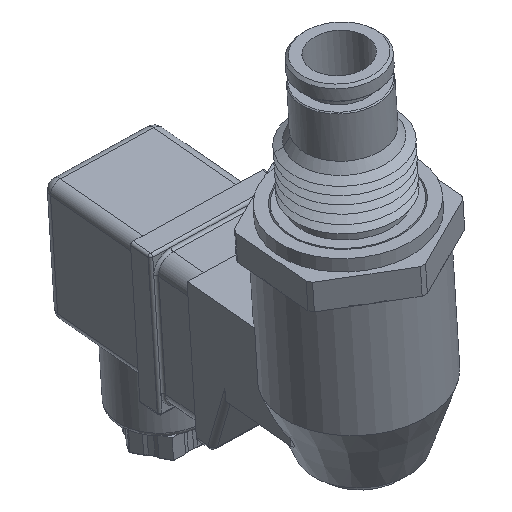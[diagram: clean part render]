
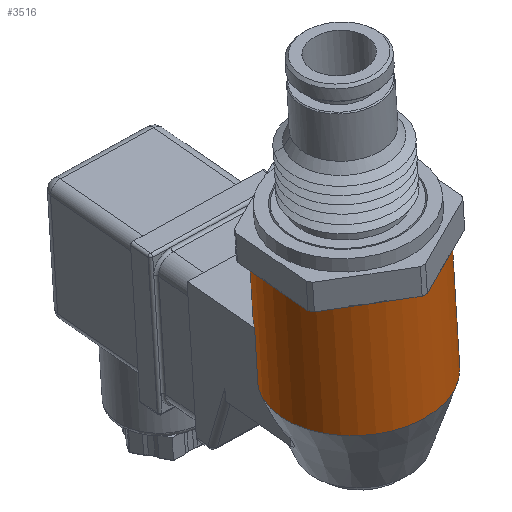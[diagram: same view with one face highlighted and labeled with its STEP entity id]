
A CAD part, isometric view. The second image highlights one B-rep face of the part: STEP entity #3516.
In plain terms, the highlighted cylindrical face has radius 15 mm (diameter 30 mm), a full revolution.
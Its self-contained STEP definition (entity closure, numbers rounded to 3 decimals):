
#675=B_SPLINE_CURVE_WITH_KNOTS('',3,(#5102,#5103,#5104,#5105),
 .UNSPECIFIED.,.F.,.F.,(4,4),(0.,0.011),
 .UNSPECIFIED.);
#676=B_SPLINE_CURVE_WITH_KNOTS('',3,(#5119,#5120,#5121,#5122),
 .UNSPECIFIED.,.F.,.F.,(4,4),(0.002,0.013),
 .UNSPECIFIED.);
#820=CYLINDRICAL_SURFACE('',#3824,15.);
#1747=ORIENTED_EDGE('',*,*,#1852,.F.);
#1748=ORIENTED_EDGE('',*,*,#1851,.F.);
#1749=ORIENTED_EDGE('',*,*,#1850,.F.);
#1750=ORIENTED_EDGE('',*,*,#1849,.F.);
#1751=ORIENTED_EDGE('',*,*,#1848,.F.);
#1752=ORIENTED_EDGE('',*,*,#1847,.F.);
#1753=ORIENTED_EDGE('',*,*,#1862,.T.);
#1754=ORIENTED_EDGE('',*,*,#2227,.T.);
#1755=ORIENTED_EDGE('',*,*,#1855,.T.);
#1756=ORIENTED_EDGE('',*,*,#2228,.T.);
#1847=EDGE_CURVE('',#2303,#2291,#2558,.T.);
#1848=EDGE_CURVE('',#2291,#2294,#2559,.T.);
#1849=EDGE_CURVE('',#2294,#2297,#2560,.T.);
#1850=EDGE_CURVE('',#2297,#2300,#2561,.T.);
#1851=EDGE_CURVE('',#2300,#2304,#2562,.T.);
#1852=EDGE_CURVE('',#2304,#2303,#2563,.T.);
#1855=EDGE_CURVE('',#2308,#2307,#675,.T.);
#1862=EDGE_CURVE('',#2314,#2315,#676,.T.);
#2227=EDGE_CURVE('',#2315,#2308,#2591,.T.);
#2228=EDGE_CURVE('',#2307,#2314,#2592,.T.);
#2291=VERTEX_POINT('',#5023);
#2294=VERTEX_POINT('',#5033);
#2297=VERTEX_POINT('',#5043);
#2300=VERTEX_POINT('',#5053);
#2303=VERTEX_POINT('',#5063);
#2304=VERTEX_POINT('',#5067);
#2307=VERTEX_POINT('',#5101);
#2308=VERTEX_POINT('',#5106);
#2314=VERTEX_POINT('',#5123);
#2315=VERTEX_POINT('',#5124);
#2558=CIRCLE('',#3611,15.);
#2559=CIRCLE('',#3613,15.);
#2560=CIRCLE('',#3615,15.);
#2561=CIRCLE('',#3617,15.);
#2562=CIRCLE('',#3619,15.);
#2563=CIRCLE('',#3621,15.);
#2591=CIRCLE('',#3820,15.);
#2592=CIRCLE('',#3822,15.);
#2872=EDGE_LOOP('',(#1747,#1748,#1749,#1750,#1751,#1752));
#2873=EDGE_LOOP('',(#1753,#1754,#1755,#1756));
#3155=FACE_BOUND('',#2872,.T.);
#3156=FACE_BOUND('',#2873,.T.);
#3516=ADVANCED_FACE('',(#3155,#3156),#820,.T.);
#3611=AXIS2_PLACEMENT_3D('',#5070,#4027,#4028);
#3613=AXIS2_PLACEMENT_3D('',#5072,#4031,#4032);
#3615=AXIS2_PLACEMENT_3D('',#5074,#4035,#4036);
#3617=AXIS2_PLACEMENT_3D('',#5076,#4039,#4040);
#3619=AXIS2_PLACEMENT_3D('',#5078,#4043,#4044);
#3621=AXIS2_PLACEMENT_3D('',#5080,#4047,#4048);
#3820=AXIS2_PLACEMENT_3D('',#6242,#4698,#4699);
#3822=AXIS2_PLACEMENT_3D('',#6244,#4702,#4703);
#3824=AXIS2_PLACEMENT_3D('',#6247,#4706,#4707);
#4027=DIRECTION('',(-0.061,0.005,0.998));
#4028=DIRECTION('',(0.573,0.819,0.031));
#4031=DIRECTION('',(-0.061,0.005,0.998));
#4032=DIRECTION('',(0.573,0.819,0.031));
#4035=DIRECTION('',(-0.061,0.005,0.998));
#4036=DIRECTION('',(0.573,0.819,0.031));
#4039=DIRECTION('',(-0.061,0.005,0.998));
#4040=DIRECTION('',(0.573,0.819,0.031));
#4043=DIRECTION('',(-0.061,0.005,0.998));
#4044=DIRECTION('',(0.573,0.819,0.031));
#4047=DIRECTION('',(-0.061,0.005,0.998));
#4048=DIRECTION('',(0.573,0.819,0.031));
#4698=DIRECTION('',(-0.061,0.005,0.998));
#4699=DIRECTION('',(0.817,-0.574,0.053));
#4702=DIRECTION('',(-0.061,0.005,0.998));
#4703=DIRECTION('',(0.817,-0.574,0.053));
#4706=DIRECTION('',(-0.061,0.005,0.998));
#4707=DIRECTION('',(0.817,-0.574,0.053));
#5023=CARTESIAN_POINT('',(-85.538,3.896,22.761));
#5033=CARTESIAN_POINT('',(-79.214,-9.698,23.223));
#5043=CARTESIAN_POINT('',(-64.299,-11.004,24.147));
#5053=CARTESIAN_POINT('',(-55.709,1.284,24.609));
#5063=CARTESIAN_POINT('',(-76.947,16.184,23.223));
#5067=CARTESIAN_POINT('',(-62.033,14.878,24.147));
#5070=CARTESIAN_POINT('',(-70.623,2.59,23.685));
#5072=CARTESIAN_POINT('',(-70.623,2.59,23.685));
#5074=CARTESIAN_POINT('',(-70.623,2.59,23.685));
#5076=CARTESIAN_POINT('',(-70.623,2.59,23.685));
#5078=CARTESIAN_POINT('',(-70.623,2.59,23.685));
#5080=CARTESIAN_POINT('',(-70.623,2.59,23.685));
#5101=CARTESIAN_POINT('',(-81.4,11.063,-1.27));
#5102=CARTESIAN_POINT('',(-82.087,11.123,9.909));
#5103=CARTESIAN_POINT('',(-81.858,11.103,6.183));
#5104=CARTESIAN_POINT('',(-81.629,11.083,2.457));
#5105=CARTESIAN_POINT('',(-81.4,11.063,-1.27));
#5106=CARTESIAN_POINT('',(-82.087,11.123,9.909));
#5119=CARTESIAN_POINT('',(-55.567,8.801,0.331));
#5120=CARTESIAN_POINT('',(-55.796,8.821,4.058));
#5121=CARTESIAN_POINT('',(-56.026,8.841,7.784));
#5122=CARTESIAN_POINT('',(-56.255,8.861,11.51));
#5123=CARTESIAN_POINT('',(-55.567,8.801,0.331));
#5124=CARTESIAN_POINT('',(-56.255,8.861,11.51));
#6242=CARTESIAN_POINT('',(-69.825,2.52,10.71));
#6244=CARTESIAN_POINT('',(-69.138,2.46,-0.469));
#6247=CARTESIAN_POINT('',(-69.825,2.52,10.71));
